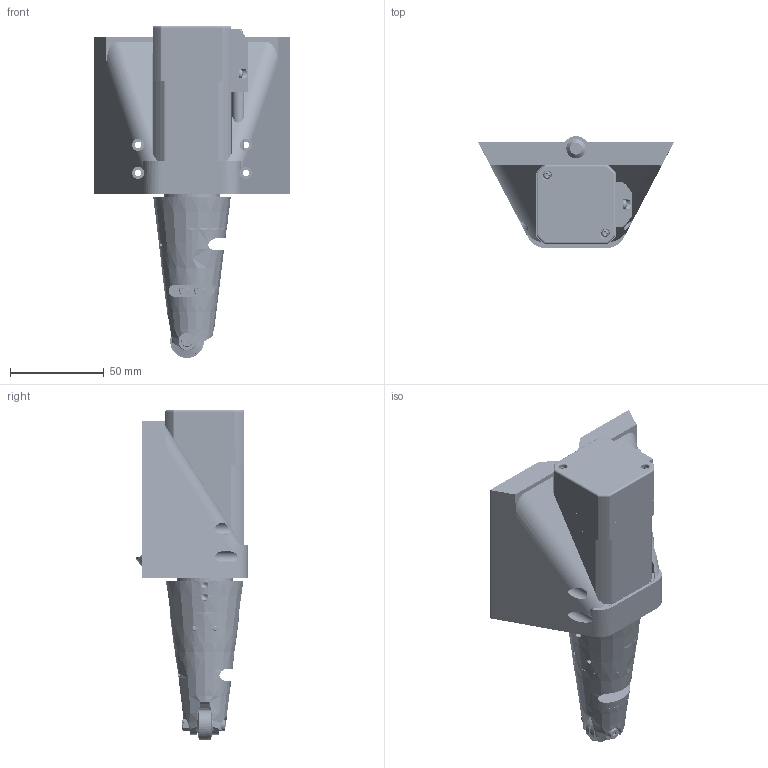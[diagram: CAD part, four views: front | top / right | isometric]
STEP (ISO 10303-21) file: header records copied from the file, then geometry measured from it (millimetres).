
FILE_DESCRIPTION(/* description */ ('STEP AP242','CAx-IF Rec.Pracs.---Representation and Presentation of Product Manufacturing Information (PMI)---4.0---2014-10-13','CAx-IF Rec.Pracs.---3D Tessellated Geometry---0.4---2014-09-14','2;1'),/* implementation_level */ '2;1');
FILE_NAME(/* name */ '65d81ea63003870245ef8656',/* time_stamp */ '2024-02-23T04:27:19Z',/* author */ (''),/* organization */ (''),/* preprocessor_version */ 'ST-DEVELOPER v19.4',/* originating_system */ ' ',/* authorisation */ ' ');
FILE_SCHEMA (('AP242_MANAGED_MODEL_BASED_3D_ENGINEERING_MIM_LF { 1 0 10303 442 1 1 4 }'));
Length unit declared in the file: metre
Products named in the file (14): A-Axis; 7804K1_Stainless Steel Ball Bearing; Closed 17; 91292A114_18-8 Stainless Steel Socket Head Screw; 92981A144_Alloy Steel Shoulder Screws; 91292A113_18-8 Stainless Steel Socket Head Screw; Tool - Tuning Column; 90576A102_Medium-Strength Steel Nylon-Insert Locknut; 18mm Rotary Blade; Tool- Motor Mount; 92015A118_18-8 Stainless Steel Cup-Point Set Screw; Z Secondary; Blade Tire 16mm; Tool - Knife Mount
Assembly tree (22 placements, depth 2):
  A-Axis
    7804K1_Stainless Steel Ball Bearing  x2
    Closed 17
    91292A114_18-8 Stainless Steel Socket Head Screw  x4
    92981A144_Alloy Steel Shoulder Screws
    91292A113_18-8 Stainless Steel Socket Head Screw  x4
    Tool - Tuning Column
    90576A102_Medium-Strength Steel Nylon-Insert Locknut
    18mm Rotary Blade
    Tool- Motor Mount
    92015A118_18-8 Stainless Steel Cup-Point Set Screw  x2
    Z Secondary
    Blade Tire 16mm  x2
    Tool - Knife Mount
Bounding box: 104.58 x 59.77 x 177.36 mm (x, y, z)
Volume: 368697.2 mm3; surface area: 85358 mm2
Topology: 22 solids, 24 shells, 835 faces, 3579 edges, 2841 vertices
Faces by surface type: plane 375, cylinder 242, cone 143, bspline 48, torus 19, sphere 8
Full cylindrical faces by diameter (mm): 2.35 x1, 2.476 x1, 2.5 x6, 3 x32, 3.259 x1, 3.594 x1, 3.6 x8, 4 x5, 4.05 x2, 4.2 x4, 4.5 x2, 5 x2, 5.15 x1, 5.5 x8, 6 x1, 6.473 x8, 6.5 x9, 7 x1, 7.527 x8, 10 x2, 16 x2, 22 x1, 30 x4, 32.5 x1, 33.6 x1
Entity records: 37646 total; most frequent: CARTESIAN_POINT 21389, ORIENTED_EDGE 3800, DIRECTION 2705, EDGE_CURVE 1900, VERTEX_POINT 1504, AXIS2_PLACEMENT_3D 1081, FACE_BOUND 826, EDGE_LOOP 800
